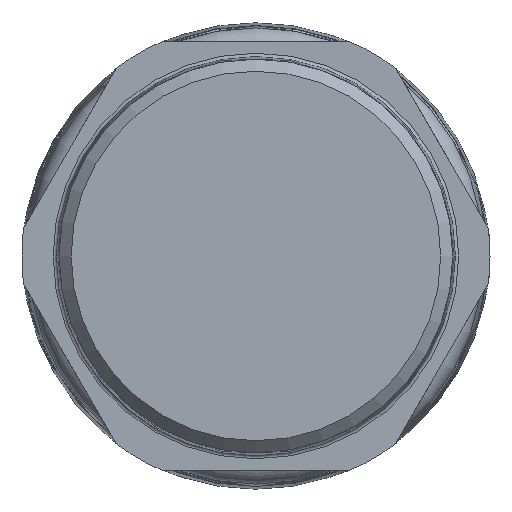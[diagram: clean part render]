
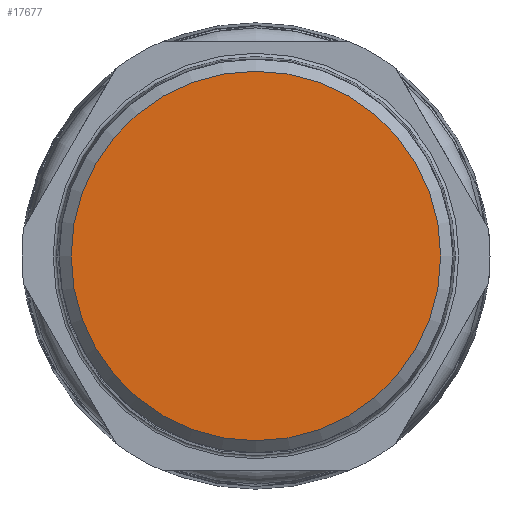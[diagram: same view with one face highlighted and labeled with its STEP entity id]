
A CAD part, left-side view. The second image highlights one B-rep face of the part: STEP entity #17677.
In plain terms, the highlighted planar face has unit normal (-1, 0, 0).
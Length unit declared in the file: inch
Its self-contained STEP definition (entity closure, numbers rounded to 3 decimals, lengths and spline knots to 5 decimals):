
#2055=CIRCLE('',#19461,1.10014);
#2056=CIRCLE('',#19462,1.10014);
#3218=FACE_OUTER_BOUND('',#4203,.T.);
#4203=EDGE_LOOP('',(#16239,#16240));
#8404=VERTEX_POINT('',#36215);
#8405=VERTEX_POINT('',#36216);
#11027=EDGE_CURVE('',#8404,#8405,#2055,.T.);
#11028=EDGE_CURVE('',#8405,#8404,#2056,.T.);
#16239=ORIENTED_EDGE('',*,*,#11027,.T.);
#16240=ORIENTED_EDGE('',*,*,#11028,.T.);
#16744=PLANE('',#19460);
#17677=ADVANCED_FACE('',(#3218),#16744,.T.);
#19460=AXIS2_PLACEMENT_3D('',#36214,#23720,#23721);
#19461=AXIS2_PLACEMENT_3D('',#36217,#23722,#23723);
#19462=AXIS2_PLACEMENT_3D('',#36218,#23724,#23725);
#23720=DIRECTION('center_axis',(-1.,0.,0.));
#23721=DIRECTION('ref_axis',(0.,1.,0.));
#23722=DIRECTION('center_axis',(-1.,0.,0.));
#23723=DIRECTION('ref_axis',(0.,-1.,0.));
#23724=DIRECTION('center_axis',(-1.,0.,0.));
#23725=DIRECTION('ref_axis',(0.,-1.,0.));
#36214=CARTESIAN_POINT('Origin',(-3.29055,-1.16946,0.));
#36215=CARTESIAN_POINT('',(-3.29055,-1.10014,0.));
#36216=CARTESIAN_POINT('',(-3.29055,1.10014,0.));
#36217=CARTESIAN_POINT('Origin',(-3.29055,0.,
0.));
#36218=CARTESIAN_POINT('Origin',(-3.29055,0.,
0.));
